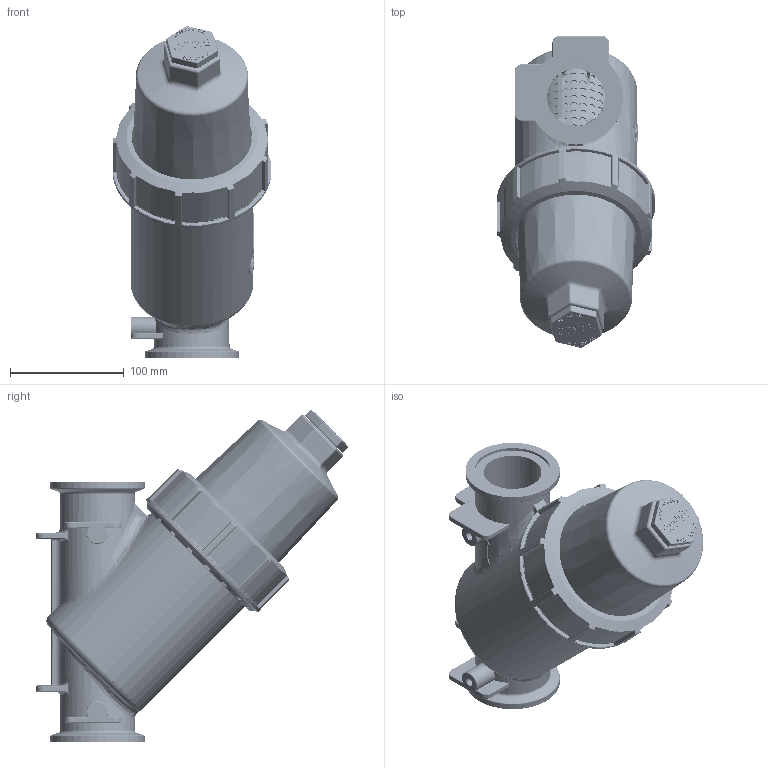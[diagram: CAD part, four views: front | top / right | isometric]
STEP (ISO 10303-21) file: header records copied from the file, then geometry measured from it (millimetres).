
FILE_DESCRIPTION(/* description */ ('2" FP MANIFOLD Y STRNR - 50 MESH /PERF SUP'),/* implementation_level */ '2;1');
FILE_NAME(/* name */ 'MLS222-50PS.stp',/* time_stamp */ '2020-04-21T15:33:35-04:00',/* author */ ('ALR'),/* organization */ (''),/* preprocessor_version */ 'ST-DEVELOPER v17.2',/* originating_system */ 'Autodesk Inventor 2019',/* authorisation */ '');
FILE_SCHEMA (('AUTOMOTIVE_DESIGN { 1 0 10303 214 3 1 1 }'));
Length unit declared in the file: inch
Products named in the file (9): MLS222-50PS; MLS222B; MLS220C1; MLS220C1X; LSQ200-PL; LSQ200-R; MLS220G1; MLS220R1; MLS250SS
Assembly tree (8 placements, depth 3):
  MLS222-50PS
    MLS222B
    MLS220C1
      MLS220C1X
      LSQ200-PL
      LSQ200-R
      MLS220G1
    MLS220R1
    MLS250SS
Bounding box: 139.95 x 274.74 x 292.27 mm (x, y, z)
Volume: 1389271.1 mm3; surface area: 568924.3 mm2
Topology: 10 solids, 10 shells, 2668 faces, 9107 edges, 6458 vertices
Faces by surface type: cylinder 1101, plane 786, bspline 569, torus 119, cone 53, sphere 40
Full cylindrical faces by diameter (mm): 6.35 x750, 7.493 x2, 19.05 x1, 25.4 x1, 29.867 x9, 33.401 x1, 50.8 x2, 66.04 x2, 66.802 x2, 74.612 x2, 75.895 x1, 76.403 x1, 76.911 x1, 78.943 x1, 79.451 x2, 80.975 x2, 83.058 x2, 89.662 x1, 99.187 x1, 104.14 x2, 104.902 x1, 106.045 x1, 107.073 x1, 113.03 x1, 114.3 x1, 139.954 x1
Entity records: 181939 total; most frequent: CARTESIAN_POINT 108642, ORIENTED_EDGE 18166, DIRECTION 9960, EDGE_CURVE 9083, VERTEX_POINT 6459, B_SPLINE_CURVE_WITH_KNOTS 4695, EDGE_LOOP 4217, AXIS2_PLACEMENT_3D 3477
